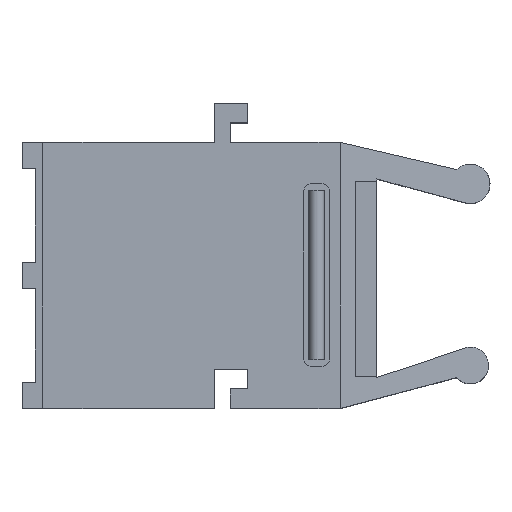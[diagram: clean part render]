
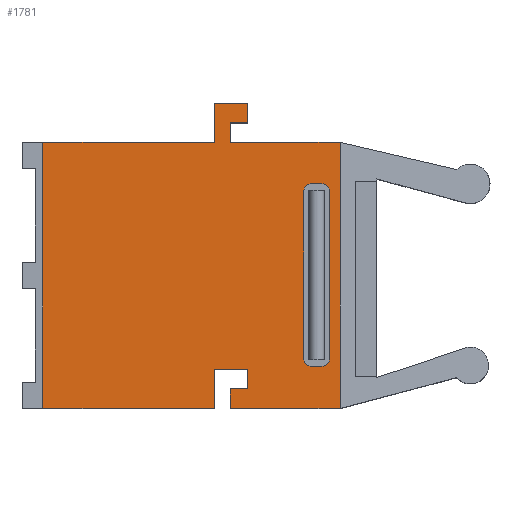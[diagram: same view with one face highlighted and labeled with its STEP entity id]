
A CAD part, top view. The second image highlights one B-rep face of the part: STEP entity #1781.
In plain terms, the highlighted planar face has unit normal (0, 0, 1).
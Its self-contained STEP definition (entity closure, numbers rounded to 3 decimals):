
#551 = VERTEX_POINT('',#552);
#552 = CARTESIAN_POINT('',(4.58,1.29,7.5));
#558 = EDGE_CURVE('',#551,#559,#561,.T.);
#559 = VERTEX_POINT('',#560);
#560 = CARTESIAN_POINT('',(-2.,1.29,7.5));
#561 = LINE('',#562,#563);
#562 = CARTESIAN_POINT('',(1.29,1.29,7.5));
#563 = VECTOR('',#564,1.);
#564 = DIRECTION('',(-1.,0.,0.));
#598 = VERTEX_POINT('',#599);
#599 = CARTESIAN_POINT('',(4.58,2.79,7.5));
#605 = EDGE_CURVE('',#598,#551,#606,.T.);
#606 = LINE('',#607,#608);
#607 = CARTESIAN_POINT('',(4.58,-3.105,7.5));
#608 = VECTOR('',#609,1.);
#609 = DIRECTION('',(0.,-1.,0.));
#646 = VERTEX_POINT('',#647);
#647 = CARTESIAN_POINT('',(5.85,2.79,7.5));
#653 = EDGE_CURVE('',#646,#598,#654,.T.);
#654 = LINE('',#655,#656);
#655 = CARTESIAN_POINT('',(1.925,2.79,7.5));
#656 = VECTOR('',#657,1.);
#657 = DIRECTION('',(-1.,0.,0.));
#694 = VERTEX_POINT('',#695);
#695 = CARTESIAN_POINT('',(5.85,2.04,7.5));
#701 = EDGE_CURVE('',#694,#646,#702,.T.);
#702 = LINE('',#703,#704);
#703 = CARTESIAN_POINT('',(5.85,-3.48,7.5));
#704 = VECTOR('',#705,1.);
#705 = DIRECTION('',(0.,1.,0.));
#742 = VERTEX_POINT('',#743);
#743 = CARTESIAN_POINT('',(5.19,2.04,7.5));
#749 = EDGE_CURVE('',#742,#694,#750,.T.);
#750 = LINE('',#751,#752);
#751 = CARTESIAN_POINT('',(1.595,2.04,7.5));
#752 = VECTOR('',#753,1.);
#753 = DIRECTION('',(1.,0.,0.));
#790 = VERTEX_POINT('',#791);
#791 = CARTESIAN_POINT('',(5.19,1.29,7.5));
#797 = EDGE_CURVE('',#790,#742,#798,.T.);
#798 = LINE('',#799,#800);
#799 = CARTESIAN_POINT('',(5.19,-3.855,7.5));
#800 = VECTOR('',#801,1.);
#801 = DIRECTION('',(0.,1.,0.));
#838 = VERTEX_POINT('',#839);
#839 = CARTESIAN_POINT('',(9.4,1.29,7.5));
#845 = EDGE_CURVE('',#838,#790,#846,.T.);
#846 = LINE('',#847,#848);
#847 = CARTESIAN_POINT('',(3.7,1.29,7.5));
#848 = VECTOR('',#849,1.);
#849 = DIRECTION('',(-1.,0.,0.));
#1032 = VERTEX_POINT('',#1033);
#1033 = CARTESIAN_POINT('',(9.4,-8.91,7.5));
#1130 = VERTEX_POINT('',#1131);
#1131 = CARTESIAN_POINT('',(5.19,-8.91,7.5));
#1137 = EDGE_CURVE('',#1130,#1032,#1138,.T.);
#1138 = LINE('',#1139,#1140);
#1139 = CARTESIAN_POINT('',(1.595,-8.91,7.5));
#1140 = VECTOR('',#1141,1.);
#1141 = DIRECTION('',(1.,0.,0.));
#1163 = VERTEX_POINT('',#1164);
#1164 = CARTESIAN_POINT('',(-2.,-8.91,7.5));
#1170 = EDGE_CURVE('',#1163,#1171,#1173,.T.);
#1171 = VERTEX_POINT('',#1172);
#1172 = CARTESIAN_POINT('',(4.58,-8.91,7.5));
#1173 = LINE('',#1174,#1175);
#1174 = CARTESIAN_POINT('',(-2.4,-8.91,7.5));
#1175 = VECTOR('',#1176,1.);
#1176 = DIRECTION('',(1.,0.,0.));
#1194 = VERTEX_POINT('',#1195);
#1195 = CARTESIAN_POINT('',(5.19,-8.16,7.5));
#1201 = EDGE_CURVE('',#1194,#1130,#1202,.T.);
#1202 = LINE('',#1203,#1204);
#1203 = CARTESIAN_POINT('',(5.19,-8.58,7.5));
#1204 = VECTOR('',#1205,1.);
#1205 = DIRECTION('',(0.,-1.,0.));
#1218 = EDGE_CURVE('',#1171,#1219,#1221,.T.);
#1219 = VERTEX_POINT('',#1220);
#1220 = CARTESIAN_POINT('',(4.58,-7.41,7.5));
#1221 = LINE('',#1222,#1223);
#1222 = CARTESIAN_POINT('',(4.58,-8.955,7.5));
#1223 = VECTOR('',#1224,1.);
#1224 = DIRECTION('',(0.,1.,0.));
#1242 = VERTEX_POINT('',#1243);
#1243 = CARTESIAN_POINT('',(5.85,-8.16,7.5));
#1249 = EDGE_CURVE('',#1242,#1194,#1250,.T.);
#1250 = LINE('',#1251,#1252);
#1251 = CARTESIAN_POINT('',(1.925,-8.16,7.5));
#1252 = VECTOR('',#1253,1.);
#1253 = DIRECTION('',(-1.,0.,0.));
#1266 = EDGE_CURVE('',#1219,#1267,#1269,.T.);
#1267 = VERTEX_POINT('',#1268);
#1268 = CARTESIAN_POINT('',(5.85,-7.41,7.5));
#1269 = LINE('',#1270,#1271);
#1270 = CARTESIAN_POINT('',(1.29,-7.41,7.5));
#1271 = VECTOR('',#1272,1.);
#1272 = DIRECTION('',(1.,0.,0.));
#1290 = EDGE_CURVE('',#1267,#1242,#1291,.T.);
#1291 = LINE('',#1292,#1293);
#1292 = CARTESIAN_POINT('',(5.85,-8.205,7.5));
#1293 = VECTOR('',#1294,1.);
#1294 = DIRECTION('',(0.,-1.,0.));
#1781 = ADVANCED_FACE('',(#1782,#1810),#1880,.T.);
#1782 = FACE_BOUND('',#1783,.T.);
#1783 = EDGE_LOOP('',(#1784,#1790,#1791,#1792,#1793,#1794,#1795,#1796,
    #1797,#1803,#1804,#1805,#1806,#1807,#1808,#1809));
#1784 = ORIENTED_EDGE('',*,*,#1785,.F.);
#1785 = EDGE_CURVE('',#1163,#559,#1786,.T.);
#1786 = LINE('',#1787,#1788);
#1787 = CARTESIAN_POINT('',(-2.,-9.,7.5));
#1788 = VECTOR('',#1789,1.);
#1789 = DIRECTION('',(0.,1.,0.));
#1790 = ORIENTED_EDGE('',*,*,#1170,.T.);
#1791 = ORIENTED_EDGE('',*,*,#1218,.T.);
#1792 = ORIENTED_EDGE('',*,*,#1266,.T.);
#1793 = ORIENTED_EDGE('',*,*,#1290,.T.);
#1794 = ORIENTED_EDGE('',*,*,#1249,.T.);
#1795 = ORIENTED_EDGE('',*,*,#1201,.T.);
#1796 = ORIENTED_EDGE('',*,*,#1137,.T.);
#1797 = ORIENTED_EDGE('',*,*,#1798,.T.);
#1798 = EDGE_CURVE('',#1032,#838,#1799,.T.);
#1799 = LINE('',#1800,#1801);
#1800 = CARTESIAN_POINT('',(9.4,-11.,7.5));
#1801 = VECTOR('',#1802,1.);
#1802 = DIRECTION('',(0.,1.,0.));
#1803 = ORIENTED_EDGE('',*,*,#845,.T.);
#1804 = ORIENTED_EDGE('',*,*,#797,.T.);
#1805 = ORIENTED_EDGE('',*,*,#749,.T.);
#1806 = ORIENTED_EDGE('',*,*,#701,.T.);
#1807 = ORIENTED_EDGE('',*,*,#653,.T.);
#1808 = ORIENTED_EDGE('',*,*,#605,.T.);
#1809 = ORIENTED_EDGE('',*,*,#558,.T.);
#1810 = FACE_BOUND('',#1811,.T.);
#1811 = EDGE_LOOP('',(#1812,#1822,#1831,#1839,#1848,#1856,#1865,#1873));
#1812 = ORIENTED_EDGE('',*,*,#1813,.T.);
#1813 = EDGE_CURVE('',#1814,#1816,#1818,.T.);
#1814 = VERTEX_POINT('',#1815);
#1815 = CARTESIAN_POINT('',(8.,-7.,7.5));
#1816 = VERTEX_POINT('',#1817);
#1817 = CARTESIAN_POINT('',(8.,-0.6,7.5));
#1818 = LINE('',#1819,#1820);
#1819 = CARTESIAN_POINT('',(8.,-8.15,7.5));
#1820 = VECTOR('',#1821,1.);
#1821 = DIRECTION('',(0.,1.,0.));
#1822 = ORIENTED_EDGE('',*,*,#1823,.T.);
#1823 = EDGE_CURVE('',#1816,#1824,#1826,.T.);
#1824 = VERTEX_POINT('',#1825);
#1825 = CARTESIAN_POINT('',(8.3,-0.3,7.5));
#1826 = CIRCLE('',#1827,0.3);
#1827 = AXIS2_PLACEMENT_3D('',#1828,#1829,#1830);
#1828 = CARTESIAN_POINT('',(8.3,-0.6,7.5));
#1829 = DIRECTION('',(0.,0.,-1.));
#1830 = DIRECTION('',(0.,-1.,0.));
#1831 = ORIENTED_EDGE('',*,*,#1832,.F.);
#1832 = EDGE_CURVE('',#1833,#1824,#1835,.T.);
#1833 = VERTEX_POINT('',#1834);
#1834 = CARTESIAN_POINT('',(8.7,-0.3,7.5));
#1835 = LINE('',#1836,#1837);
#1836 = CARTESIAN_POINT('',(3.,-0.3,7.5));
#1837 = VECTOR('',#1838,1.);
#1838 = DIRECTION('',(-1.,0.,0.));
#1839 = ORIENTED_EDGE('',*,*,#1840,.T.);
#1840 = EDGE_CURVE('',#1833,#1841,#1843,.T.);
#1841 = VERTEX_POINT('',#1842);
#1842 = CARTESIAN_POINT('',(9.,-0.6,7.5));
#1843 = CIRCLE('',#1844,0.3);
#1844 = AXIS2_PLACEMENT_3D('',#1845,#1846,#1847);
#1845 = CARTESIAN_POINT('',(8.7,-0.6,7.5));
#1846 = DIRECTION('',(0.,0.,-1.));
#1847 = DIRECTION('',(0.,-1.,0.));
#1848 = ORIENTED_EDGE('',*,*,#1849,.F.);
#1849 = EDGE_CURVE('',#1850,#1841,#1852,.T.);
#1850 = VERTEX_POINT('',#1851);
#1851 = CARTESIAN_POINT('',(9.,-7.,7.5));
#1852 = LINE('',#1853,#1854);
#1853 = CARTESIAN_POINT('',(9.,-8.15,7.5));
#1854 = VECTOR('',#1855,1.);
#1855 = DIRECTION('',(0.,1.,0.));
#1856 = ORIENTED_EDGE('',*,*,#1857,.F.);
#1857 = EDGE_CURVE('',#1858,#1850,#1860,.T.);
#1858 = VERTEX_POINT('',#1859);
#1859 = CARTESIAN_POINT('',(8.7,-7.3,7.5));
#1860 = CIRCLE('',#1861,0.3);
#1861 = AXIS2_PLACEMENT_3D('',#1862,#1863,#1864);
#1862 = CARTESIAN_POINT('',(8.7,-7.,7.5));
#1863 = DIRECTION('',(0.,0.,1.));
#1864 = DIRECTION('',(0.,-1.,0.));
#1865 = ORIENTED_EDGE('',*,*,#1866,.T.);
#1866 = EDGE_CURVE('',#1858,#1867,#1869,.T.);
#1867 = VERTEX_POINT('',#1868);
#1868 = CARTESIAN_POINT('',(8.3,-7.3,7.5));
#1869 = LINE('',#1870,#1871);
#1870 = CARTESIAN_POINT('',(3.,-7.3,7.5));
#1871 = VECTOR('',#1872,1.);
#1872 = DIRECTION('',(-1.,0.,0.));
#1873 = ORIENTED_EDGE('',*,*,#1874,.F.);
#1874 = EDGE_CURVE('',#1814,#1867,#1875,.T.);
#1875 = CIRCLE('',#1876,0.3);
#1876 = AXIS2_PLACEMENT_3D('',#1877,#1878,#1879);
#1877 = CARTESIAN_POINT('',(8.3,-7.,7.5));
#1878 = DIRECTION('',(0.,0.,1.));
#1879 = DIRECTION('',(0.,-1.,0.));
#1880 = PLANE('',#1881);
#1881 = AXIS2_PLACEMENT_3D('',#1882,#1883,#1884);
#1882 = CARTESIAN_POINT('',(-2.,-9.,7.5));
#1883 = DIRECTION('',(0.,0.,1.));
#1884 = DIRECTION('',(1.,0.,0.));
